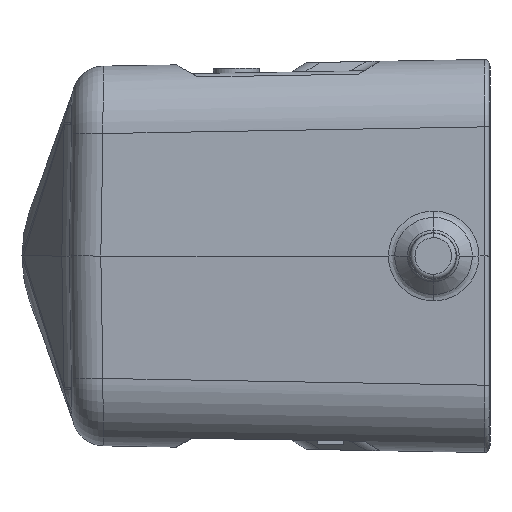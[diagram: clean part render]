
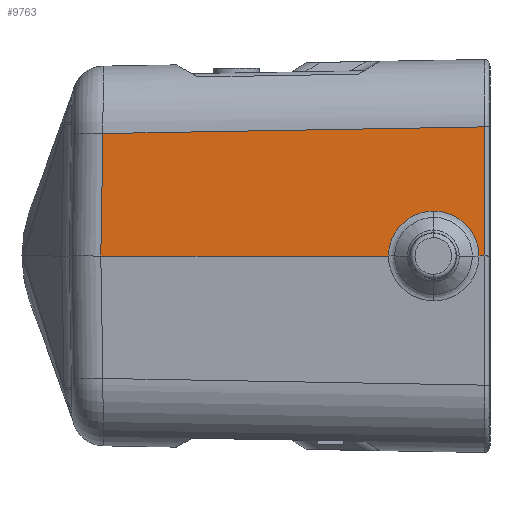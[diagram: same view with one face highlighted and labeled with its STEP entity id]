
A CAD part, left-side view. The second image highlights one B-rep face of the part: STEP entity #9763.
In plain terms, the highlighted planar face has unit normal (-1, 0.018, 0.017).
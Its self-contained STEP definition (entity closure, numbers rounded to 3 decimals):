
#1816=CARTESIAN_POINT('',(-29.743,70.608,14.121));
#1854=DIRECTION('',(0.017,0.,1.));
#1855=VECTOR('',#1854,14.124);
#1856=CARTESIAN_POINT('',(-29.989,70.61,
0.));
#1857=LINE('',#1856,#1855);
#1858=DIRECTION('',(0.017,1.,0.));
#1859=VECTOR('',#1858,0.6);
#1860=CARTESIAN_POINT('',(-29.989,70.61,
0.));
#1861=LINE('',#1860,#1859);
#1862=DIRECTION('',(0.017,1.,0.));
#1863=VECTOR('',#1862,31.455);
#1864=CARTESIAN_POINT('',(-29.806,81.112,
0.));
#1865=LINE('',#1864,#1863);
#1866=DIRECTION('',(0.017,-0.017,1.));
#1867=VECTOR('',#1866,13.397);
#1868=CARTESIAN_POINT('',(-29.257,112.562,
0.));
#1869=LINE('',#1868,#1867);
#1870=DIRECTION('',(-0.017,-1.,0.017));
#1871=VECTOR('',#1870,41.732);
#1872=CARTESIAN_POINT('',(-29.027,112.328,13.393));
#1873=LINE('',#1872,#1871);
#1879=CARTESIAN_POINT('',(-29.807,76.165,4.912));
#1880=CARTESIAN_POINT('',(-29.813,75.797,4.913));
#1881=CARTESIAN_POINT('',(-29.827,75.077,4.833));
#1882=CARTESIAN_POINT('',(-29.852,74.025,4.474));
#1883=CARTESIAN_POINT('',(-29.878,73.077,3.888));
#1884=CARTESIAN_POINT('',(-29.906,72.28,3.103));
#1885=CARTESIAN_POINT('',(-29.933,71.678,2.16));
#1886=CARTESIAN_POINT('',(-29.958,71.301,1.103));
#1887=CARTESIAN_POINT('',(-29.972,71.212,
0.375));
#1888=CARTESIAN_POINT('',(-29.979,71.209,
0.));
#1994=CARTESIAN_POINT('',(-29.979,71.209,
0.));
#2102=CARTESIAN_POINT('',(-29.806,81.112,
0.));
#2103=CARTESIAN_POINT('',(-29.8,81.109,
0.374));
#2104=CARTESIAN_POINT('',(-29.788,81.02,1.103));
#2105=CARTESIAN_POINT('',(-29.776,80.643,2.16));
#2106=CARTESIAN_POINT('',(-29.771,80.041,3.102));
#2107=CARTESIAN_POINT('',(-29.771,79.244,3.887));
#2108=CARTESIAN_POINT('',(-29.777,78.298,4.473));
#2109=CARTESIAN_POINT('',(-29.789,77.249,4.832));
#2110=CARTESIAN_POINT('',(-29.8,76.532,4.912));
#2111=CARTESIAN_POINT('',(-29.807,76.165,4.912));
#7039=CARTESIAN_POINT('',(-29.989,70.61,
0.));
#7040=VERTEX_POINT('',#7039);
#7041=CARTESIAN_POINT('',(-29.257,112.562,
0.));
#7042=VERTEX_POINT('',#7041);
#7043=CARTESIAN_POINT('',(-29.806,81.112,
0.));
#7044=VERTEX_POINT('',#7043);
#7046=VERTEX_POINT('',#1994);
#7049=CARTESIAN_POINT('',(-29.027,112.328,13.393));
#7050=VERTEX_POINT('',#7049);
#7056=VERTEX_POINT('',#1816);
#7057=VERTEX_POINT('',#1879);
#9747=CARTESIAN_POINT('',(-29.607,70.,22.544));
#9748=DIRECTION('',(-1.,0.017,0.017));
#9749=DIRECTION('',(0.017,1.,0.));
#9750=AXIS2_PLACEMENT_3D('',#9747,#9748,#9749);
#9751=PLANE('',#9750);
#9752=ORIENTED_EDGE('',*,*,#9739,.F.);
#9753=ORIENTED_EDGE('',*,*,#9553,.T.);
#9755=ORIENTED_EDGE('',*,*,#9754,.F.);
#9757=ORIENTED_EDGE('',*,*,#9756,.F.);
#9758=ORIENTED_EDGE('',*,*,#9547,.T.);
#9759=ORIENTED_EDGE('',*,*,#9580,.T.);
#9760=ORIENTED_EDGE('',*,*,#9709,.T.);
#9761=EDGE_LOOP('',(#9752,#9753,#9755,#9757,#9758,#9759,#9760));
#9762=FACE_OUTER_BOUND('',#9761,.F.);
#9763=ADVANCED_FACE('',(#9762),#9751,.T.);
#1889=B_SPLINE_CURVE_WITH_KNOTS('',3,(#1879,#1880,#1881,#1882,#1883,#1884,#1885,
#1886,#1887,#1888),.UNSPECIFIED.,.F.,.F.,(4,1,1,1,1,1,1,4),(0.,
0.143,0.286,0.429,0.571,
0.714,0.857,1.),.UNSPECIFIED.);
#2112=B_SPLINE_CURVE_WITH_KNOTS('',3,(#2102,#2103,#2104,#2105,#2106,#2107,#2108,
#2109,#2110,#2111),.UNSPECIFIED.,.F.,.F.,(4,1,1,1,1,1,1,4),(0.,
0.143,0.286,0.429,0.571,
0.714,0.857,1.),.UNSPECIFIED.);
#9547=EDGE_CURVE('',#7044,#7042,#1865,.T.);
#9553=EDGE_CURVE('',#7040,#7046,#1861,.T.);
#9580=EDGE_CURVE('',#7042,#7050,#1869,.T.);
#9709=EDGE_CURVE('',#7050,#7056,#1873,.T.);
#9739=EDGE_CURVE('',#7040,#7056,#1857,.T.);
#9754=EDGE_CURVE('',#7057,#7046,#1889,.T.);
#9756=EDGE_CURVE('',#7044,#7057,#2112,.T.);
